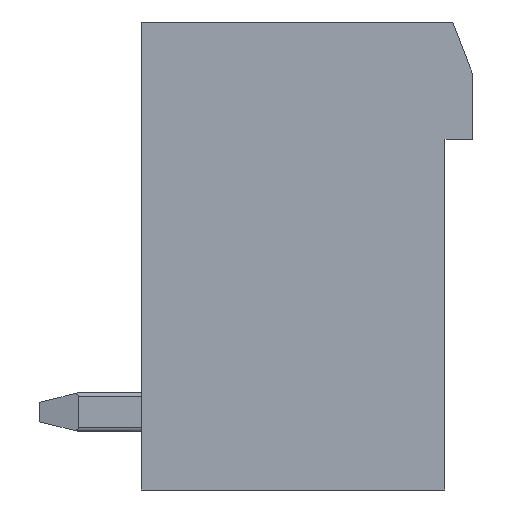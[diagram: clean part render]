
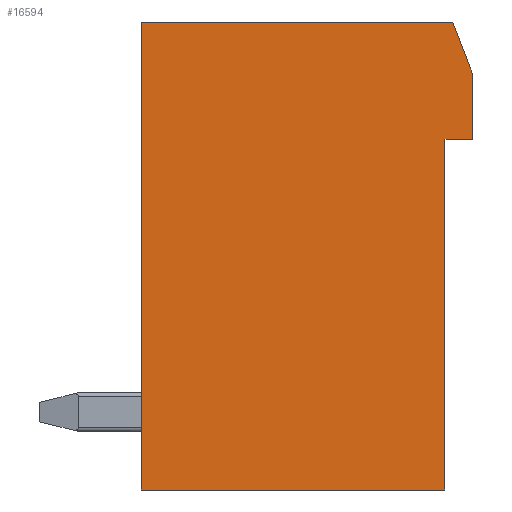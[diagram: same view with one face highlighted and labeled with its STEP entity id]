
A CAD part, left-side view. The second image highlights one B-rep face of the part: STEP entity #16594.
In plain terms, the highlighted planar face has unit normal (-1, 0, 0).
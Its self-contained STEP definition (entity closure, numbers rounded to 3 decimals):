
#525=LINE('',#22747,#2356);
#533=LINE('',#22763,#2364);
#543=LINE('',#22786,#2374);
#1146=LINE('',#24180,#2977);
#1162=LINE('',#24199,#2993);
#1163=LINE('',#24201,#2994);
#1166=LINE('',#24207,#2997);
#2356=VECTOR('',#18268,1000.);
#2364=VECTOR('',#18280,1000.);
#2374=VECTOR('',#18294,1000.);
#2977=VECTOR('',#19227,1000.);
#2993=VECTOR('',#19245,1000.);
#2994=VECTOR('',#19248,1000.);
#2997=VECTOR('',#19253,1000.);
#7464=ORIENTED_EDGE('',*,*,#8971,.T.);
#7465=ORIENTED_EDGE('',*,*,#8963,.T.);
#7466=ORIENTED_EDGE('',*,*,#9666,.T.);
#7467=ORIENTED_EDGE('',*,*,#8982,.T.);
#7468=ORIENTED_EDGE('',*,*,#9686,.T.);
#7469=ORIENTED_EDGE('',*,*,#9683,.T.);
#7470=ORIENTED_EDGE('',*,*,#9682,.T.);
#8963=EDGE_CURVE('',#11346,#11345,#525,.T.);
#8971=EDGE_CURVE('',#11351,#11346,#533,.T.);
#8982=EDGE_CURVE('',#11363,#11362,#543,.T.);
#9666=EDGE_CURVE('',#11345,#11363,#1146,.T.);
#9682=EDGE_CURVE('',#11918,#11351,#1162,.T.);
#9683=EDGE_CURVE('',#11919,#11918,#1163,.T.);
#9686=EDGE_CURVE('',#11362,#11919,#1166,.T.);
#11345=VERTEX_POINT('',#22746);
#11346=VERTEX_POINT('',#22748);
#11351=VERTEX_POINT('',#22761);
#11362=VERTEX_POINT('',#22785);
#11363=VERTEX_POINT('',#22787);
#11918=VERTEX_POINT('',#24185);
#11919=VERTEX_POINT('',#24202);
#13952=EDGE_LOOP('',(#7464,#7465,#7466,#7467,#7468,#7469,#7470));
#14973=FACE_BOUND('',#13952,.T.);
#15762=PLANE('',#17765);
#16594=ADVANCED_FACE('',(#14973),#15762,.T.);
#17765=AXIS2_PLACEMENT_3D('',#26371,#21300,#21301);
#18268=DIRECTION('',(0.,1.,0.));
#18280=DIRECTION('',(0.,0.359,0.933));
#18294=DIRECTION('',(0.,-1.,0.));
#19227=DIRECTION('',(0.,0.,-1.));
#19245=DIRECTION('',(0.,0.,1.));
#19248=DIRECTION('',(0.,-1.,0.));
#19253=DIRECTION('',(0.,0.,1.));
#21300=DIRECTION('',(-1.,0.,0.));
#21301=DIRECTION('',(0.,0.,1.));
#22746=CARTESIAN_POINT('',(-30.,8.5,6.));
#22747=CARTESIAN_POINT('',(-30.,0.5,6.));
#22748=CARTESIAN_POINT('',(-30.,0.5,6.));
#22761=CARTESIAN_POINT('',(-30.,0.,4.7));
#22763=CARTESIAN_POINT('',(-30.,0.,4.7));
#22785=CARTESIAN_POINT('',(-30.,0.7,-6.));
#22786=CARTESIAN_POINT('',(-30.,8.5,-6.));
#22787=CARTESIAN_POINT('',(-30.,8.5,-6.));
#24180=CARTESIAN_POINT('',(-30.,8.5,6.));
#24185=CARTESIAN_POINT('',(-30.,0.,3.));
#24199=CARTESIAN_POINT('',(-30.,0.,3.));
#24201=CARTESIAN_POINT('',(-30.,0.7,3.));
#24202=CARTESIAN_POINT('',(-30.,0.7,3.));
#24207=CARTESIAN_POINT('',(-30.,0.7,-6.));
#26371=CARTESIAN_POINT('',(-30.,0.,0.));
